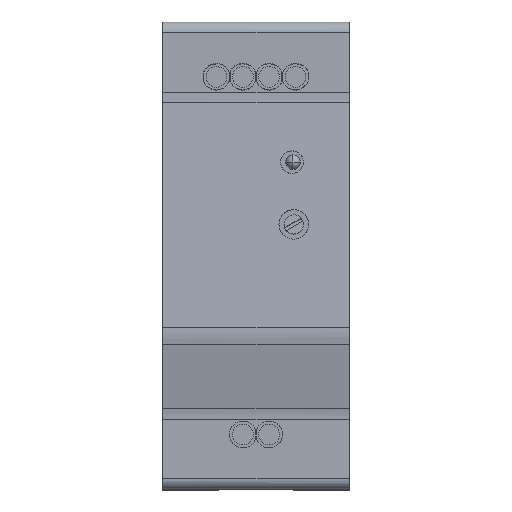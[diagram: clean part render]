
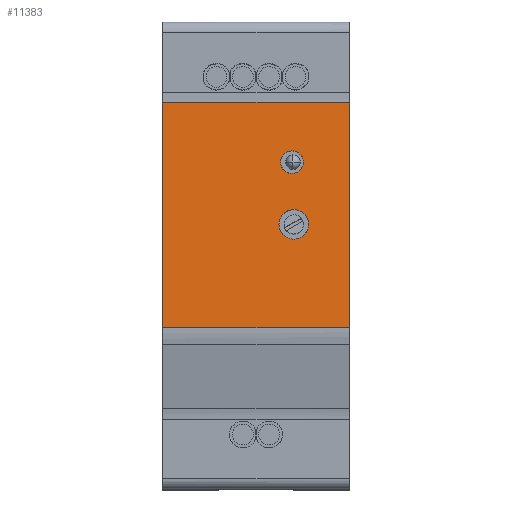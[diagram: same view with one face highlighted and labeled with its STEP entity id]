
A CAD part, top view. The second image highlights one B-rep face of the part: STEP entity #11383.
In plain terms, the highlighted planar face has unit normal (0, 0.065, 0.998).
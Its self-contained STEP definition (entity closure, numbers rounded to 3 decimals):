
#11265=AXIS2_PLACEMENT_3D('Plane Axis2P3D',#11262,#11263,#11264) ;
#2978=CARTESIAN_POINT('Vertex',(36.,74.525,85.564)) ;
#2981=CARTESIAN_POINT('Line Origine',(36.,52.803,86.98)) ;
#2985=CARTESIAN_POINT('Vertex',(36.,31.081,88.397)) ;
#3118=CARTESIAN_POINT('Vertex',(0.,31.081,88.397)) ;
#3121=CARTESIAN_POINT('Line Origine',(0.,52.803,86.98)) ;
#3125=CARTESIAN_POINT('Vertex',(0.,74.525,85.564)) ;
#11250=CARTESIAN_POINT('Line Origine',(0.,74.525,85.564)) ;
#11262=CARTESIAN_POINT('Axis2P3D Location',(36.5,30.582,88.429)) ;
#11267=CARTESIAN_POINT('Line Origine',(18.,31.081,88.397)) ;
#11279=CARTESIAN_POINT('Control Point',(27.12,62.989,86.316)) ;
#11280=CARTESIAN_POINT('Control Point',(27.12,63.282,86.297)) ;
#11281=CARTESIAN_POINT('Control Point',(27.071,63.575,86.278)) ;
#11282=CARTESIAN_POINT('Control Point',(26.973,63.857,86.259)) ;
#11283=CARTESIAN_POINT('Control Point',(26.686,64.376,86.225)) ;
#11284=CARTESIAN_POINT('Control Point',(26.245,64.775,86.199)) ;
#11285=CARTESIAN_POINT('Control Point',(25.993,64.935,86.189)) ;
#11286=CARTESIAN_POINT('Control Point',(25.445,65.164,86.174)) ;
#11287=CARTESIAN_POINT('Control Point',(24.852,65.202,86.172)) ;
#11288=CARTESIAN_POINT('Control Point',(24.555,65.171,86.174)) ;
#11289=CARTESIAN_POINT('Control Point',(23.984,65.011,86.184)) ;
#11290=CARTESIAN_POINT('Control Point',(23.496,64.673,86.206)) ;
#11291=CARTESIAN_POINT('Control Point',(23.283,64.464,86.22)) ;
#11292=CARTESIAN_POINT('Control Point',(22.989,64.058,86.246)) ;
#11293=CARTESIAN_POINT('Control Point',(22.82,63.591,86.277)) ;
#11294=CARTESIAN_POINT('Control Point',(22.773,63.393,86.29)) ;
#11295=CARTESIAN_POINT('Control Point',(22.75,63.191,86.303)) ;
#11296=CARTESIAN_POINT('Control Point',(22.75,62.989,86.316)) ;
#11297=CARTESIAN_POINT('Vertex',(27.12,62.989,86.316)) ;
#11299=CARTESIAN_POINT('Vertex',(22.75,62.989,86.316)) ;
#11303=CARTESIAN_POINT('Control Point',(22.75,62.989,86.316)) ;
#11304=CARTESIAN_POINT('Control Point',(22.75,62.898,86.322)) ;
#11305=CARTESIAN_POINT('Control Point',(22.755,62.807,86.328)) ;
#11306=CARTESIAN_POINT('Control Point',(22.764,62.715,86.334)) ;
#11307=CARTESIAN_POINT('Control Point',(22.824,62.335,86.359)) ;
#11308=CARTESIAN_POINT('Control Point',(22.967,61.972,86.382)) ;
#11309=CARTESIAN_POINT('Control Point',(23.122,61.717,86.399)) ;
#11310=CARTESIAN_POINT('Control Point',(23.511,61.268,86.428)) ;
#11311=CARTESIAN_POINT('Control Point',(24.026,60.97,86.448)) ;
#11312=CARTESIAN_POINT('Control Point',(24.306,60.866,86.454)) ;
#11313=CARTESIAN_POINT('Control Point',(24.889,60.756,86.462)) ;
#11314=CARTESIAN_POINT('Control Point',(25.477,60.842,86.456)) ;
#11315=CARTESIAN_POINT('Control Point',(25.76,60.934,86.45)) ;
#11316=CARTESIAN_POINT('Control Point',(26.286,61.21,86.432)) ;
#11317=CARTESIAN_POINT('Control Point',(26.693,61.642,86.404)) ;
#11318=CARTESIAN_POINT('Control Point',(26.858,61.891,86.388)) ;
#11319=CARTESIAN_POINT('Control Point',(27.023,62.264,86.363)) ;
#11320=CARTESIAN_POINT('Control Point',(27.099,62.66,86.337)) ;
#11321=CARTESIAN_POINT('Control Point',(27.113,62.77,86.33)) ;
#11322=CARTESIAN_POINT('Control Point',(27.12,62.879,86.323)) ;
#11323=CARTESIAN_POINT('Control Point',(27.12,62.989,86.316)) ;
#11330=CARTESIAN_POINT('Control Point',(28.126,51.015,87.097)) ;
#11331=CARTESIAN_POINT('Control Point',(28.126,51.348,87.075)) ;
#11332=CARTESIAN_POINT('Control Point',(28.077,51.681,87.053)) ;
#11333=CARTESIAN_POINT('Control Point',(27.979,52.005,87.032)) ;
#11334=CARTESIAN_POINT('Control Point',(27.692,52.615,86.992)) ;
#11335=CARTESIAN_POINT('Control Point',(27.242,53.118,86.96)) ;
#11336=CARTESIAN_POINT('Control Point',(26.982,53.334,86.946)) ;
#11337=CARTESIAN_POINT('Control Point',(26.405,53.684,86.923)) ;
#11338=CARTESIAN_POINT('Control Point',(25.753,53.854,86.912)) ;
#11339=CARTESIAN_POINT('Control Point',(25.416,53.89,86.909)) ;
#11340=CARTESIAN_POINT('Control Point',(24.743,53.863,86.911)) ;
#11341=CARTESIAN_POINT('Control Point',(24.106,53.644,86.925)) ;
#11342=CARTESIAN_POINT('Control Point',(23.806,53.489,86.935)) ;
#11343=CARTESIAN_POINT('Control Point',(23.259,53.095,86.961)) ;
#11344=CARTESIAN_POINT('Control Point',(22.849,52.561,86.996)) ;
#11345=CARTESIAN_POINT('Control Point',(22.684,52.265,87.015)) ;
#11346=CARTESIAN_POINT('Control Point',(22.521,51.834,87.043)) ;
#11347=CARTESIAN_POINT('Control Point',(22.447,51.383,87.073)) ;
#11348=CARTESIAN_POINT('Control Point',(22.434,51.261,87.081)) ;
#11349=CARTESIAN_POINT('Control Point',(22.427,51.138,87.089)) ;
#11350=CARTESIAN_POINT('Control Point',(22.427,51.015,87.097)) ;
#11351=CARTESIAN_POINT('Vertex',(28.126,51.015,87.097)) ;
#11353=CARTESIAN_POINT('Vertex',(22.427,51.015,87.097)) ;
#11357=CARTESIAN_POINT('Control Point',(22.427,51.015,87.097)) ;
#11358=CARTESIAN_POINT('Control Point',(22.427,50.804,87.111)) ;
#11359=CARTESIAN_POINT('Control Point',(22.447,50.593,87.124)) ;
#11360=CARTESIAN_POINT('Control Point',(22.486,50.384,87.138)) ;
#11361=CARTESIAN_POINT('Control Point',(22.636,49.859,87.172)) ;
#11362=CARTESIAN_POINT('Control Point',(22.907,49.38,87.203)) ;
#11363=CARTESIAN_POINT('Control Point',(23.116,49.113,87.221)) ;
#11364=CARTESIAN_POINT('Control Point',(23.604,48.648,87.251)) ;
#11365=CARTESIAN_POINT('Control Point',(24.206,48.343,87.271)) ;
#11366=CARTESIAN_POINT('Control Point',(24.527,48.235,87.278)) ;
#11367=CARTESIAN_POINT('Control Point',(25.19,48.118,87.286)) ;
#11368=CARTESIAN_POINT('Control Point',(25.86,48.196,87.281)) ;
#11369=CARTESIAN_POINT('Control Point',(26.186,48.283,87.275)) ;
#11370=CARTESIAN_POINT('Control Point',(26.804,48.552,87.257)) ;
#11371=CARTESIAN_POINT('Control Point',(27.319,48.986,87.229)) ;
#11372=CARTESIAN_POINT('Control Point',(27.543,49.24,87.213)) ;
#11373=CARTESIAN_POINT('Control Point',(27.861,49.73,87.181)) ;
#11374=CARTESIAN_POINT('Control Point',(28.046,50.282,87.145)) ;
#11375=CARTESIAN_POINT('Control Point',(28.099,50.524,87.129)) ;
#11376=CARTESIAN_POINT('Control Point',(28.126,50.769,87.113)) ;
#11377=CARTESIAN_POINT('Control Point',(28.126,51.015,87.097)) ;
#2982=DIRECTION('Vector Direction',(0.,0.998,-0.065)) ;
#3122=DIRECTION('Vector Direction',(0.,0.998,-0.065)) ;
#11251=DIRECTION('Vector Direction',(1.,0.,0.)) ;
#11263=DIRECTION('Axis2P3D Direction',(0.,0.065,0.998)) ;
#11264=DIRECTION('Axis2P3D XDirection',(0.,0.998,-0.065)) ;
#11268=DIRECTION('Vector Direction',(1.,0.,0.)) ;
#2983=VECTOR('Line Direction',#2982,1.) ;
#3123=VECTOR('Line Direction',#3122,1.) ;
#11252=VECTOR('Line Direction',#11251,1.) ;
#11269=VECTOR('Line Direction',#11268,1.) ;
#11273=ORIENTED_EDGE('',*,*,#3127,.F.) ;
#11274=ORIENTED_EDGE('',*,*,#11271,.T.) ;
#11275=ORIENTED_EDGE('',*,*,#2987,.T.) ;
#11276=ORIENTED_EDGE('',*,*,#11254,.T.) ;
#11326=ORIENTED_EDGE('',*,*,#11301,.F.) ;
#11327=ORIENTED_EDGE('',*,*,#11324,.F.) ;
#11380=ORIENTED_EDGE('',*,*,#11355,.F.) ;
#11381=ORIENTED_EDGE('',*,*,#11378,.F.) ;
#11328=FACE_BOUND('',#11325,.T.) ;
#11382=FACE_BOUND('',#11379,.T.) ;
#11383=ADVANCED_FACE('Housing',(#11277,#11328,#11382),#11266,.T.) ;
#11278=B_SPLINE_CURVE_WITH_KNOTS('',5,(#11279,#11280,#11281,#11282,#11283,#11284,#11285,#11286,#11287,#11288,#11289,#11290,#11291,#11292,#11293,#11294,#11295,#11296),.UNSPECIFIED.,.F.,.U.,(6,3,3,3,3,6),(0.,2.074,4.147,6.217,8.289,9.717),.UNSPECIFIED.) ;
#11302=B_SPLINE_CURVE_WITH_KNOTS('',5,(#11303,#11304,#11305,#11306,#11307,#11308,#11309,#11310,#11311,#11312,#11313,#11314,#11315,#11316,#11317,#11318,#11319,#11320,#11321,#11322,#11323),.UNSPECIFIED.,.F.,.U.,(6,3,3,3,3,3,6),(9.717,10.365,12.442,14.513,16.583,18.656,19.434),.UNSPECIFIED.) ;
#11329=B_SPLINE_CURVE_WITH_KNOTS('',5,(#11330,#11331,#11332,#11333,#11334,#11335,#11336,#11337,#11338,#11339,#11340,#11341,#11342,#11343,#11344,#11345,#11346,#11347,#11348,#11349,#11350),.UNSPECIFIED.,.F.,.U.,(6,3,3,3,3,3,6),(0.,2.363,4.724,7.081,9.438,11.8,12.671),.UNSPECIFIED.) ;
#11356=B_SPLINE_CURVE_WITH_KNOTS('',5,(#11357,#11358,#11359,#11360,#11361,#11362,#11363,#11364,#11365,#11366,#11367,#11368,#11369,#11370,#11371,#11372,#11373,#11374,#11375,#11376,#11377),.UNSPECIFIED.,.F.,.U.,(6,3,3,3,3,3,6),(12.671,14.165,16.529,18.887,21.243,23.603,25.343),.UNSPECIFIED.) ;
#2987=EDGE_CURVE('',#2986,#2979,#2984,.T.) ;
#3127=EDGE_CURVE('',#3119,#3126,#3124,.T.) ;
#11254=EDGE_CURVE('',#2979,#3126,#11253,.F.) ;
#11271=EDGE_CURVE('',#3119,#2986,#11270,.T.) ;
#11301=EDGE_CURVE('',#11298,#11300,#11278,.T.) ;
#11324=EDGE_CURVE('',#11300,#11298,#11302,.T.) ;
#11355=EDGE_CURVE('',#11352,#11354,#11329,.T.) ;
#11378=EDGE_CURVE('',#11354,#11352,#11356,.T.) ;
#11272=EDGE_LOOP('',(#11273,#11274,#11275,#11276)) ;
#11325=EDGE_LOOP('',(#11326,#11327)) ;
#11379=EDGE_LOOP('',(#11380,#11381)) ;
#11277=FACE_OUTER_BOUND('',#11272,.T.) ;
#2984=LINE('Line',#2981,#2983) ;
#3124=LINE('Line',#3121,#3123) ;
#11253=LINE('Line',#11250,#11252) ;
#11270=LINE('Line',#11267,#11269) ;
#11266=PLANE('',#11265) ;
#2979=VERTEX_POINT('',#2978) ;
#2986=VERTEX_POINT('',#2985) ;
#3119=VERTEX_POINT('',#3118) ;
#3126=VERTEX_POINT('',#3125) ;
#11298=VERTEX_POINT('',#11297) ;
#11300=VERTEX_POINT('',#11299) ;
#11352=VERTEX_POINT('',#11351) ;
#11354=VERTEX_POINT('',#11353) ;
